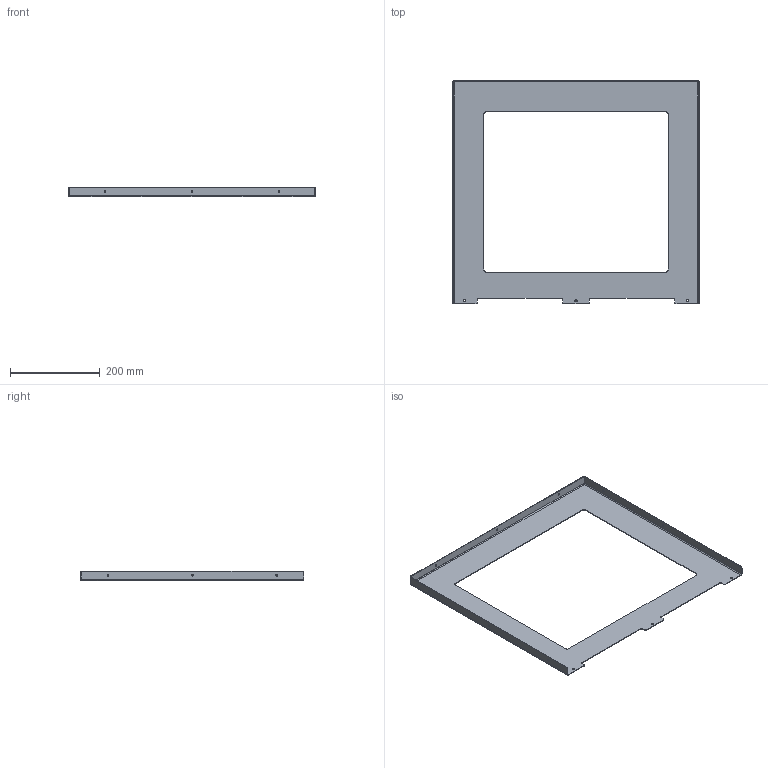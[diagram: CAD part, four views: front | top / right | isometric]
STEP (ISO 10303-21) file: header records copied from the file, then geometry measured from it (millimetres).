
FILE_DESCRIPTION (( 'STEP AP214' ), '1' );
FILE_NAME ('TAPA FRONTAL M 2020-9.5L.STEP', '2021-02-12T15:45:51', ( '' ), ( '' ), 'SwSTEP 2.0', 'SolidWorks 2013', '' );
FILE_SCHEMA (( 'AUTOMOTIVE_DESIGN' ));
Length unit declared in the file: millimetre
Products named in the file (1): TAPA FRONTAL M 2020-9.5L
Bounding box: 551 x 498 x 21.5 mm (x, y, z)
Volume: 227284.9 mm3; surface area: 308958.7 mm2
Topology: 1 solids, 1 shells, 84 faces, 222 edges, 140 vertices
Faces by surface type: cylinder 48, plane 32, bspline 4
Entity records: 3094 total; most frequent: CARTESIAN_POINT 893, DIRECTION 458, ORIENTED_EDGE 444, EDGE_CURVE 222, AXIS2_PLACEMENT_3D 169, VERTEX_POINT 140, VECTOR 120, LINE 120
